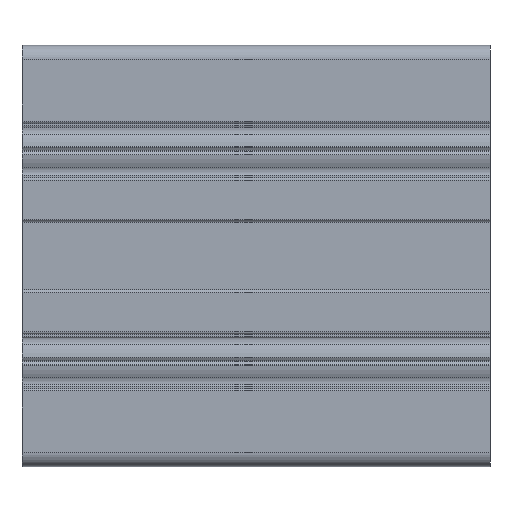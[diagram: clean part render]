
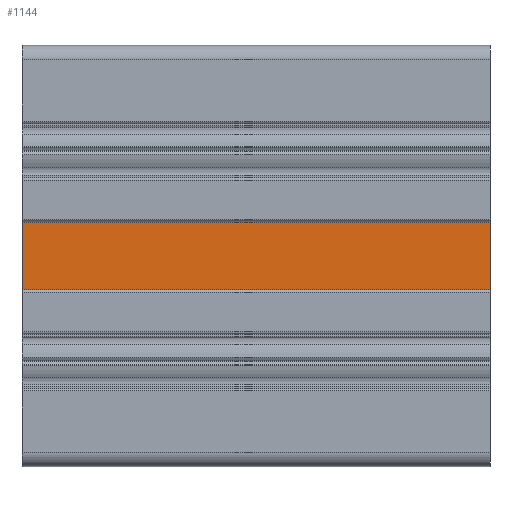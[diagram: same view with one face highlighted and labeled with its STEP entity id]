
A CAD part, left-side view. The second image highlights one B-rep face of the part: STEP entity #1144.
In plain terms, the highlighted planar face has unit normal (-1, 0, 0).
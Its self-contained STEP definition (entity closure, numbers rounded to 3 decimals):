
#1144 = ADVANCED_FACE( '', ( #2356 ), #2357, .T. );
#2356 = FACE_OUTER_BOUND( '', #3619, .T. );
#2357 = PLANE( '', #3620 );
#3619 = EDGE_LOOP( '', ( #7443, #7444, #7445, #7446 ) );
#3620 = AXIS2_PLACEMENT_3D( '', #7447, #7448, #7449 );
#7443 = ORIENTED_EDGE( '', *, *, #8576, .F. );
#7444 = ORIENTED_EDGE( '', *, *, #8824, .F. );
#7445 = ORIENTED_EDGE( '', *, *, #9245, .T. );
#7446 = ORIENTED_EDGE( '', *, *, #9385, .T. );
#7447 = CARTESIAN_POINT( '', ( -21.5, 100., -7.2 ) );
#7448 = DIRECTION( '', ( -1., 0., 0. ) );
#7449 = DIRECTION( '', ( 0., 0., 1. ) );
#8576 = EDGE_CURVE( '', #10688, #10690, #10691, .T. );
#8824 = EDGE_CURVE( '', #11104, #10688, #11106, .T. );
#9245 = EDGE_CURVE( '', #11104, #11672, #11674, .T. );
#9385 = EDGE_CURVE( '', #11672, #10690, #11859, .T. );
#10688 = VERTEX_POINT( '', #13516 );
#10690 = VERTEX_POINT( '', #13518 );
#10691 = LINE( '', #13519, #13520 );
#11104 = VERTEX_POINT( '', #14021 );
#11106 = LINE( '', #14023, #14024 );
#11672 = VERTEX_POINT( '', #14785 );
#11674 = LINE( '', #14787, #14788 );
#11859 = LINE( '', #15023, #15024 );
#13516 = CARTESIAN_POINT( '', ( -21.5, 0., 7.2 ) );
#13518 = CARTESIAN_POINT( '', ( -21.5, 0., -7.2 ) );
#13519 = CARTESIAN_POINT( '', ( -21.5, 0., -7.2 ) );
#13520 = VECTOR( '', #16114, 1000. );
#14021 = CARTESIAN_POINT( '', ( -21.5, 100., 7.2 ) );
#14023 = CARTESIAN_POINT( '', ( -21.5, 100., 7.2 ) );
#14024 = VECTOR( '', #16668, 1000. );
#14785 = CARTESIAN_POINT( '', ( -21.5, 100., -7.2 ) );
#14787 = CARTESIAN_POINT( '', ( -21.5, 100., -7.2 ) );
#14788 = VECTOR( '', #17200, 1000. );
#15023 = CARTESIAN_POINT( '', ( -21.5, 100., -7.2 ) );
#15024 = VECTOR( '', #17446, 1000. );
#16114 = DIRECTION( '', ( 0., 0., -1. ) );
#16668 = DIRECTION( '', ( 0., -1., 0. ) );
#17200 = DIRECTION( '', ( 0., 0., -1. ) );
#17446 = DIRECTION( '', ( 0., -1., 0. ) );
